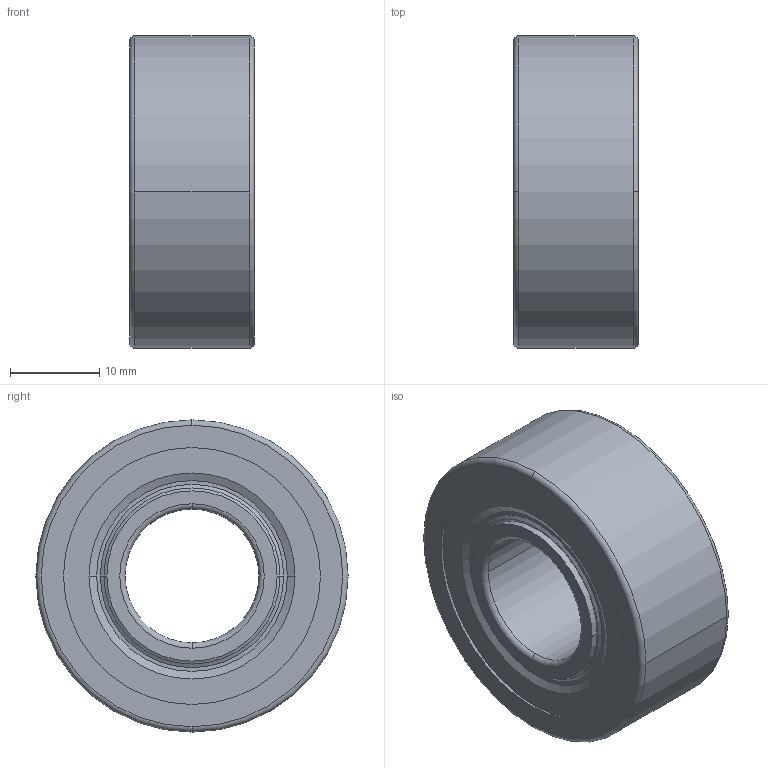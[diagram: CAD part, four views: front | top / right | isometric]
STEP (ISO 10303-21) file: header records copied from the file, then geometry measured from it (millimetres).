
FILE_DESCRIPTION(('STEP AP242'),'1');
FILE_NAME('snr_2202eeg15_2.stp','2024-10-10T08:45:12',('TraceParts'),('TraceParts S.A.'),'Spatial InterOp 3D',' ',' ');
FILE_SCHEMA(('AP242_MANAGED_MODEL_BASED_3D_ENGINEERING_MIM_LF {1 0 10303 442 1 1 4}'));
Length unit declared in the file: millimetre
Products named in the file (1): snr_2202eeg15_2_1
Bounding box: 14 x 35 x 35 mm (x, y, z)
Volume: 7635.7 mm3; surface area: 9194.6 mm2
Topology: 6 solids, 6 shells, 180 faces, 474 edges, 266 vertices
Faces by surface type: torus 72, sphere 42, cone 28, cylinder 22, plane 16
Entity records: 6337 total; most frequent: CARTESIAN_POINT 2202, DIRECTION 942, ORIENTED_EDGE 780, AXIS2_PLACEMENT_3D 446, EDGE_CURVE 390, VERTEX_POINT 266, CIRCLE 260, EDGE_LOOP 236
